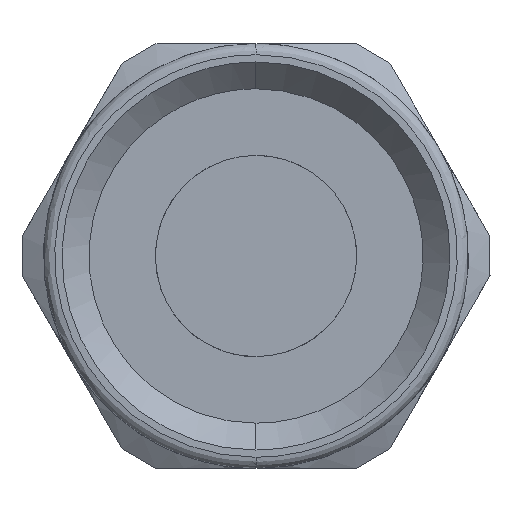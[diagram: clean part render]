
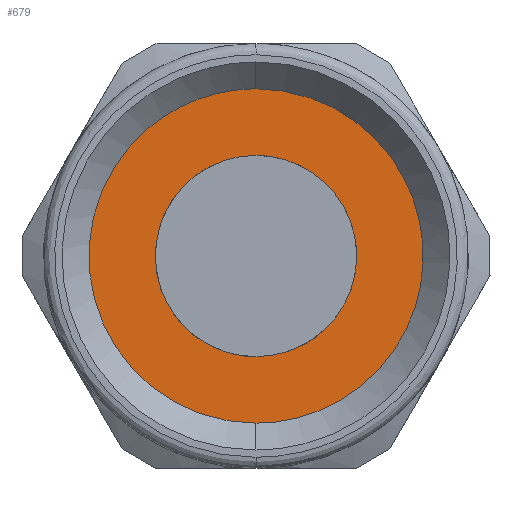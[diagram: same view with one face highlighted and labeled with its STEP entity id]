
A CAD part, front view. The second image highlights one B-rep face of the part: STEP entity #679.
In plain terms, the highlighted free-form (B-spline) face has degree [1, 1] with [2, 2] control points.
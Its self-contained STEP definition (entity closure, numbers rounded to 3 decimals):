
#82 = CARTESIAN_POINT ( 'NONE',  ( -14.95, 12., -7.475 ) ) ;
#174 = CARTESIAN_POINT ( 'NONE',  ( 7.565, 12., 7.565 ) ) ;
#217 = FACE_OUTER_BOUND ( 'NONE', #1676, .T. ) ;
#273 = CARTESIAN_POINT ( 'NONE',  ( 0., 12., -7.475 ) ) ;
#311 = EDGE_CURVE ( 'NONE', #2505, #2719, #1146, .T. ) ;
#404 = CARTESIAN_POINT ( 'NONE',  ( 4.379, 12., 7.475 ) ) ;
#442 = CARTESIAN_POINT ( 'NONE',  ( 0., 12., 7.475 ) ) ;
#570 = ORIENTED_EDGE ( 'NONE', *, *, #2729, .F. ) ;
#574 = EDGE_CURVE ( 'NONE', #2850, #1381, #1042, .T. ) ;
#672 = CARTESIAN_POINT ( 'NONE',  ( 0., 12., 4.5 ) ) ;
#679 = ADVANCED_FACE ( 'NONE', ( #920, #217 ), #2675, .F. ) ;
#901 = CARTESIAN_POINT ( 'NONE',  ( 2.636, 12., -4.5 ) ) ;
#920 = FACE_BOUND ( 'NONE', #2786, .T. ) ;
#937 = CARTESIAN_POINT ( 'NONE',  ( 7.475, 12., 0. ) ) ;
#941 = CARTESIAN_POINT ( 'NONE',  ( 0., 12., 4.5 ) ) ;
#1042 =( BOUNDED_CURVE ( )  B_SPLINE_CURVE ( 3, ( #2228, #901, #2239, #2980, #1690, #2705, #672 ),
 .UNSPECIFIED., .F., .T. ) 
 B_SPLINE_CURVE_WITH_KNOTS ( ( 4, 3, 4 ),
 ( -3.142, -1.571, 0. ),
 .UNSPECIFIED. ) 
 CURVE ( )  GEOMETRIC_REPRESENTATION_ITEM ( )  RATIONAL_B_SPLINE_CURVE ( ( 1., 0.805, 0.805, 1., 0.805, 0.805, 1. ) ) 
 REPRESENTATION_ITEM ( '' )  );
#1146 =( BOUNDED_CURVE ( )  B_SPLINE_CURVE ( 3, ( #1378, #82, #2171, #1894 ),
 .UNSPECIFIED., .F., .F. ) 
 B_SPLINE_CURVE_WITH_KNOTS ( ( 4, 4 ),
 ( -3.142, 0. ),
 .UNSPECIFIED. ) 
 CURVE ( )  GEOMETRIC_REPRESENTATION_ITEM ( )  RATIONAL_B_SPLINE_CURVE ( ( 1., 0.333, 0.333, 1. ) ) 
 REPRESENTATION_ITEM ( '' )  );
#1229 = CARTESIAN_POINT ( 'NONE',  ( -7.565, 12., -7.565 ) ) ;
#1378 = CARTESIAN_POINT ( 'NONE',  ( 0., 12., -7.475 ) ) ;
#1381 = VERTEX_POINT ( 'NONE', #941 ) ;
#1455 = EDGE_CURVE ( 'NONE', #1381, #2850, #2057, .T. ) ;
#1676 = EDGE_LOOP ( 'NONE', ( #2093, #570 ) ) ;
#1690 = CARTESIAN_POINT ( 'NONE',  ( 4.5, 12., 2.636 ) ) ;
#1719 = CARTESIAN_POINT ( 'NONE',  ( 0., 12., -7.475 ) ) ;
#1727 = CARTESIAN_POINT ( 'NONE',  ( 7.475, 12., 4.379 ) ) ;
#1739 = CARTESIAN_POINT ( 'NONE',  ( 7.475, 12., -4.379 ) ) ;
#1894 = CARTESIAN_POINT ( 'NONE',  ( 0., 12., 7.475 ) ) ;
#1961 = CARTESIAN_POINT ( 'NONE',  ( 0., 12., 7.475 ) ) ;
#2057 =( BOUNDED_CURVE ( )  B_SPLINE_CURVE ( 3, ( #2398, #2100, #3129, #2635 ),
 .UNSPECIFIED., .F., .F. ) 
 B_SPLINE_CURVE_WITH_KNOTS ( ( 4, 4 ),
 ( -3.142, 0. ),
 .UNSPECIFIED. ) 
 CURVE ( )  GEOMETRIC_REPRESENTATION_ITEM ( )  RATIONAL_B_SPLINE_CURVE ( ( 1., 0.333, 0.333, 1. ) ) 
 REPRESENTATION_ITEM ( '' )  );
#2093 = ORIENTED_EDGE ( 'NONE', *, *, #311, .F. ) ;
#2100 = CARTESIAN_POINT ( 'NONE',  ( -9., 12., 4.5 ) ) ;
#2171 = CARTESIAN_POINT ( 'NONE',  ( -14.95, 12., 7.475 ) ) ;
#2209 =( BOUNDED_CURVE ( )  B_SPLINE_CURVE ( 3, ( #1961, #404, #1727, #937, #1739, #2511, #1719 ),
 .UNSPECIFIED., .F., .T. ) 
 B_SPLINE_CURVE_WITH_KNOTS ( ( 4, 3, 4 ),
 ( -3.142, -1.571, 0. ),
 .UNSPECIFIED. ) 
 CURVE ( )  GEOMETRIC_REPRESENTATION_ITEM ( )  RATIONAL_B_SPLINE_CURVE ( ( 1., 0.805, 0.805, 1., 0.805, 0.805, 1. ) ) 
 REPRESENTATION_ITEM ( '' )  );
#2228 = CARTESIAN_POINT ( 'NONE',  ( 0., 12., -4.5 ) ) ;
#2239 = CARTESIAN_POINT ( 'NONE',  ( 4.5, 12., -2.636 ) ) ;
#2398 = CARTESIAN_POINT ( 'NONE',  ( 0., 12., 4.5 ) ) ;
#2505 = VERTEX_POINT ( 'NONE', #273 ) ;
#2511 = CARTESIAN_POINT ( 'NONE',  ( 4.379, 12., -7.475 ) ) ;
#2532 = CARTESIAN_POINT ( 'NONE',  ( -7.565, 12., 7.565 ) ) ;
#2635 = CARTESIAN_POINT ( 'NONE',  ( 0., 12., -4.5 ) ) ;
#2646 = CARTESIAN_POINT ( 'NONE',  ( 0., 12., -4.5 ) ) ;
#2675 = B_SPLINE_SURFACE_WITH_KNOTS ( 'NONE', 1, 1, ( 
 ( #1229, #3053 ),
 ( #2532, #174 ) ),
 .UNSPECIFIED., .F., .F., .F.,
 ( 2, 2 ),
 ( 2, 2 ),
 ( 0., 1. ),
 ( 0., 1. ),
 .UNSPECIFIED. ) ;
#2705 = CARTESIAN_POINT ( 'NONE',  ( 2.636, 12., 4.5 ) ) ;
#2719 = VERTEX_POINT ( 'NONE', #442 ) ;
#2729 = EDGE_CURVE ( 'NONE', #2719, #2505, #2209, .T. ) ;
#2786 = EDGE_LOOP ( 'NONE', ( #2932, #2845 ) ) ;
#2845 = ORIENTED_EDGE ( 'NONE', *, *, #574, .F. ) ;
#2850 = VERTEX_POINT ( 'NONE', #2646 ) ;
#2932 = ORIENTED_EDGE ( 'NONE', *, *, #1455, .F. ) ;
#2980 = CARTESIAN_POINT ( 'NONE',  ( 4.5, 12., 0. ) ) ;
#3053 = CARTESIAN_POINT ( 'NONE',  ( 7.565, 12., -7.565 ) ) ;
#3129 = CARTESIAN_POINT ( 'NONE',  ( -9., 12., -4.5 ) ) ;
